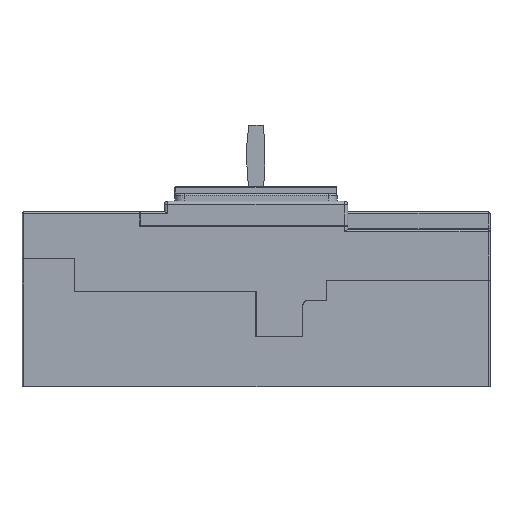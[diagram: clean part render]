
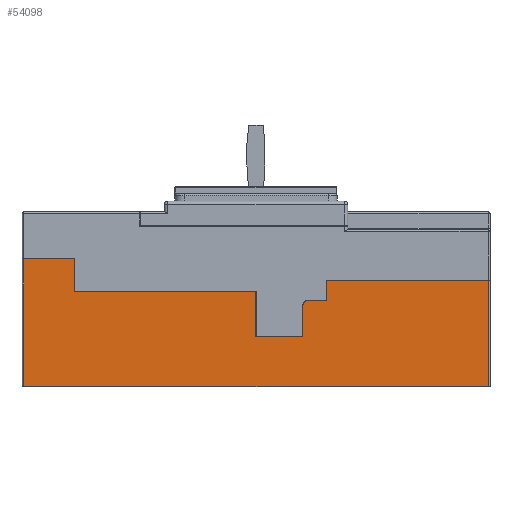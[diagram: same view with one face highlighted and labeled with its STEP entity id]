
A CAD part, left-side view. The second image highlights one B-rep face of the part: STEP entity #54098.
In plain terms, the highlighted planar face has unit normal (-1, 0, 0).
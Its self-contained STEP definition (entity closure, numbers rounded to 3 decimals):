
#1146=CIRCLE('',#56384,3.);
#2200=ORIENTED_EDGE('',*,*,#13170,.T.);
#2201=ORIENTED_EDGE('',*,*,#13171,.T.);
#2202=ORIENTED_EDGE('',*,*,#13172,.T.);
#2203=ORIENTED_EDGE('',*,*,#13173,.T.);
#2204=ORIENTED_EDGE('',*,*,#13174,.T.);
#2205=ORIENTED_EDGE('',*,*,#13175,.T.);
#2206=ORIENTED_EDGE('',*,*,#13176,.T.);
#2207=ORIENTED_EDGE('',*,*,#13177,.T.);
#2208=ORIENTED_EDGE('',*,*,#13178,.T.);
#2209=ORIENTED_EDGE('',*,*,#12928,.T.);
#2210=ORIENTED_EDGE('',*,*,#13179,.T.);
#2211=ORIENTED_EDGE('',*,*,#13180,.T.);
#2212=ORIENTED_EDGE('',*,*,#13181,.T.);
#12928=EDGE_CURVE('',#18498,#18499,#22256,.T.);
#13170=EDGE_CURVE('',#18662,#18663,#22493,.T.);
#13171=EDGE_CURVE('',#18663,#18664,#1146,.T.);
#13172=EDGE_CURVE('',#18664,#18665,#22494,.T.);
#13173=EDGE_CURVE('',#18665,#18666,#22495,.T.);
#13174=EDGE_CURVE('',#18666,#18667,#22496,.T.);
#13175=EDGE_CURVE('',#18667,#18668,#22497,.T.);
#13176=EDGE_CURVE('',#18668,#18669,#22498,.T.);
#13177=EDGE_CURVE('',#18669,#18670,#22499,.T.);
#13178=EDGE_CURVE('',#18670,#18498,#22500,.T.);
#13179=EDGE_CURVE('',#18499,#18671,#22501,.T.);
#13180=EDGE_CURVE('',#18671,#18672,#22502,.T.);
#13181=EDGE_CURVE('',#18672,#18662,#22503,.T.);
#18498=VERTEX_POINT('',#68396);
#18499=VERTEX_POINT('',#68397);
#18662=VERTEX_POINT('',#68875);
#18663=VERTEX_POINT('',#68876);
#18664=VERTEX_POINT('',#68878);
#18665=VERTEX_POINT('',#68880);
#18666=VERTEX_POINT('',#68882);
#18667=VERTEX_POINT('',#68884);
#18668=VERTEX_POINT('',#68886);
#18669=VERTEX_POINT('',#68888);
#18670=VERTEX_POINT('',#68890);
#18671=VERTEX_POINT('',#68893);
#18672=VERTEX_POINT('',#68895);
#22256=LINE('',#68395,#26900);
#22493=LINE('',#68874,#27137);
#22494=LINE('',#68879,#27138);
#22495=LINE('',#68881,#27139);
#22496=LINE('',#68883,#27140);
#22497=LINE('',#68885,#27141);
#22498=LINE('',#68887,#27142);
#22499=LINE('',#68889,#27143);
#22500=LINE('',#68891,#27144);
#22501=LINE('',#68892,#27145);
#22502=LINE('',#68894,#27146);
#22503=LINE('',#68896,#27147);
#26900=VECTOR('',#58933,1000.);
#27137=VECTOR('',#59326,1000.);
#27138=VECTOR('',#59329,1000.);
#27139=VECTOR('',#59330,1000.);
#27140=VECTOR('',#59331,1000.);
#27141=VECTOR('',#59332,1000.);
#27142=VECTOR('',#59333,1000.);
#27143=VECTOR('',#59334,1000.);
#27144=VECTOR('',#59335,1000.);
#27145=VECTOR('',#59336,1000.);
#27146=VECTOR('',#59337,1000.);
#27147=VECTOR('',#59338,1000.);
#31557=EDGE_LOOP('',(#2200,#2201,#2202,#2203,#2204,#2205,#2206,#2207,#2208,
#2209,#2210,#2211,#2212));
#34196=FACE_BOUND('',#31557,.T.);
#36781=PLANE('',#56383);
#54098=ADVANCED_FACE('',(#34196),#36781,.T.);
#56383=AXIS2_PLACEMENT_3D('',#68873,#59324,#59325);
#56384=AXIS2_PLACEMENT_3D('',#68877,#59327,#59328);
#58933=DIRECTION('',(0.,-1.,0.));
#59324=DIRECTION('',(-1.,0.,0.));
#59325=DIRECTION('',(0.,0.,1.));
#59326=DIRECTION('',(0.,1.,0.));
#59327=DIRECTION('',(-1.,0.,0.));
#59328=DIRECTION('',(0.,0.,1.));
#59329=DIRECTION('',(0.,0.,-1.));
#59330=DIRECTION('',(0.,1.,0.));
#59331=DIRECTION('',(0.,0.,1.));
#59332=DIRECTION('',(0.,1.,0.));
#59333=DIRECTION('',(0.,0.,1.));
#59334=DIRECTION('',(0.,1.,0.));
#59335=DIRECTION('',(0.,0.,-1.));
#59336=DIRECTION('',(0.,0.,1.));
#59337=DIRECTION('',(0.,1.,0.));
#59338=DIRECTION('',(0.,0.,-1.));
#68395=CARTESIAN_POINT('',(-70.,0.,0.));
#68396=CARTESIAN_POINT('',(-70.,259.,0.));
#68397=CARTESIAN_POINT('',(-70.,1.,0.));
#68873=CARTESIAN_POINT('',(-70.,0.,0.));
#68874=CARTESIAN_POINT('',(-70.,0.,47.9));
#68875=CARTESIAN_POINT('',(-70.,90.9,47.9));
#68876=CARTESIAN_POINT('',(-70.,100.9,47.9));
#68877=CARTESIAN_POINT('',(-70.,100.9,44.9));
#68878=CARTESIAN_POINT('',(-70.,103.9,44.9));
#68879=CARTESIAN_POINT('',(-70.,103.9,0.));
#68880=CARTESIAN_POINT('',(-70.,103.9,27.9));
#68881=CARTESIAN_POINT('',(-70.,0.,27.9));
#68882=CARTESIAN_POINT('',(-70.,130.1,27.9));
#68883=CARTESIAN_POINT('',(-70.,130.1,0.));
#68884=CARTESIAN_POINT('',(-70.,130.1,52.9));
#68885=CARTESIAN_POINT('',(-70.,0.,52.9));
#68886=CARTESIAN_POINT('',(-70.,231.1,52.9));
#68887=CARTESIAN_POINT('',(-70.,231.1,0.));
#68888=CARTESIAN_POINT('',(-70.,231.1,70.9));
#68889=CARTESIAN_POINT('',(-70.,0.,70.9));
#68890=CARTESIAN_POINT('',(-70.,259.,70.9));
#68891=CARTESIAN_POINT('',(-70.,259.,0.));
#68892=CARTESIAN_POINT('',(-70.,1.,0.));
#68893=CARTESIAN_POINT('',(-70.,1.,58.9));
#68894=CARTESIAN_POINT('',(-70.,0.,58.9));
#68895=CARTESIAN_POINT('',(-70.,90.9,58.9));
#68896=CARTESIAN_POINT('',(-70.,90.9,0.));
